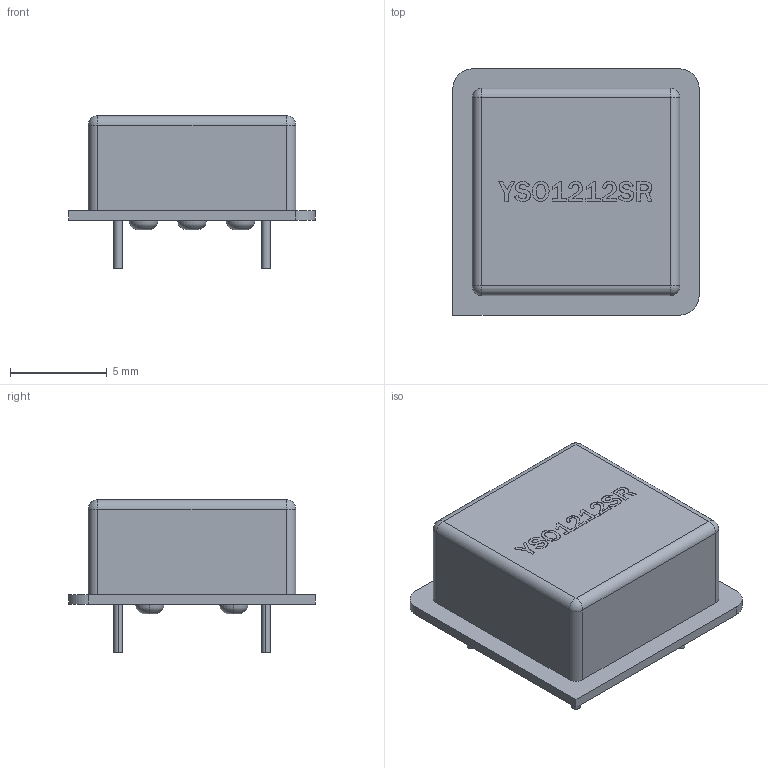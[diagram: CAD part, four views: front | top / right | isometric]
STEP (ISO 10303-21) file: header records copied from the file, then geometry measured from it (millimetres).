
FILE_DESCRIPTION (( 'STEP AP214' ), '1' );
FILE_NAME ('YSO1212SR.STEP', '2021-06-07T08:34:01', ( '' ), ( '' ), 'SwSTEP 2.0', 'SolidWorks 2020', '' );
FILE_SCHEMA (( 'AUTOMOTIVE_DESIGN' ));
Length unit declared in the file: millimetre
Products named in the file (1): YSO1212SR
Bounding box: 12.7 x 12.7 x 7.91 mm (x, y, z)
Volume: 641.7 mm3; surface area: 560.7 mm2
Topology: 1 solids, 1 shells, 168 faces, 433 edges, 282 vertices
Faces by surface type: plane 87, bspline 52, cylinder 19, torus 6, sphere 4
Entity records: 8553 total; most frequent: CARTESIAN_POINT 4420, ORIENTED_EDGE 858, DIRECTION 615, EDGE_CURVE 429, VERTEX_POINT 282, LINE 269, VECTOR 269, EDGE_LOOP 187
